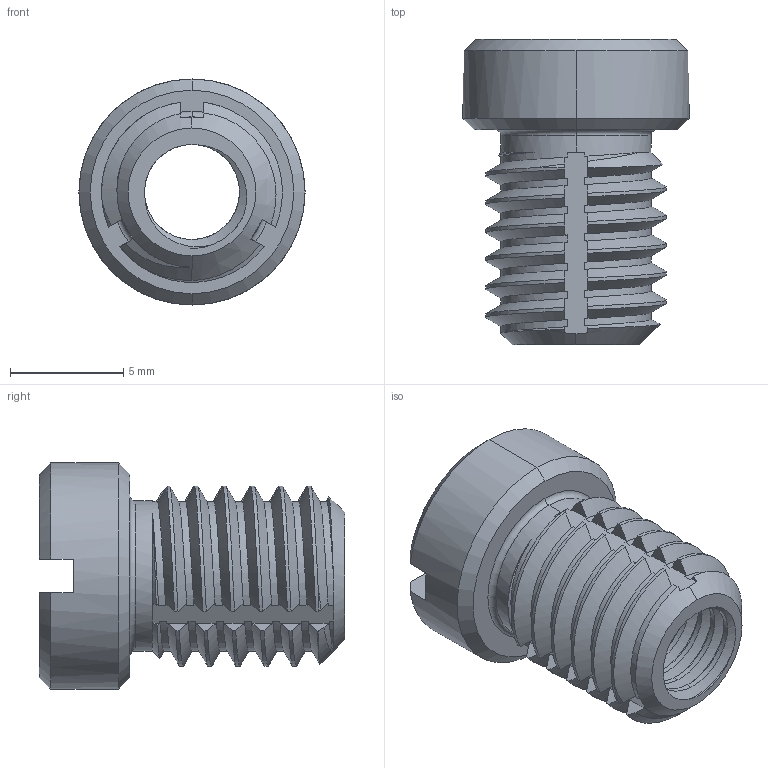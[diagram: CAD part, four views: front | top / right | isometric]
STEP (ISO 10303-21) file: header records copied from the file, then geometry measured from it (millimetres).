
FILE_DESCRIPTION (( 'STEP AP214' ), '1' );
FILE_NAME ('178-11-RevA-insert_reglage_sabotM8.STEP', '2023-11-08T16:01:29', ( '' ), ( '' ), 'SwSTEP 2.0', 'SolidWorks 2009', '' );
FILE_SCHEMA (( 'AUTOMOTIVE_DESIGN' ));
Length unit declared in the file: millimetre
Products named in the file (1): 178-11-RevA-insert_reglage_sabotM8
Bounding box: 10 x 13.5 x 10 mm (x, y, z)
Volume: 434.3 mm3; surface area: 838.3 mm2
Topology: 1 solids, 1 shells, 194 faces, 562 edges, 371 vertices
Faces by surface type: bspline 61, plane 57, cylinder 56, cone 18, torus 2
Entity records: 23908 total; most frequent: CARTESIAN_POINT 19453, ORIENTED_EDGE 1124, EDGE_CURVE 562, DIRECTION 536, VERTEX_POINT 371, B_SPLINE_CURVE_WITH_KNOTS 204, EDGE_LOOP 197, FACE_OUTER_BOUND 194
